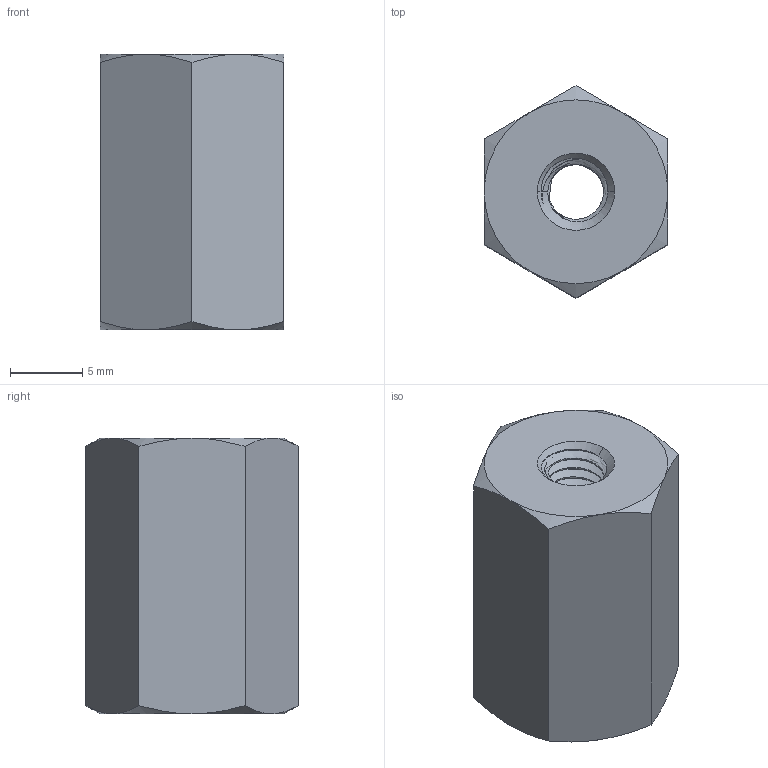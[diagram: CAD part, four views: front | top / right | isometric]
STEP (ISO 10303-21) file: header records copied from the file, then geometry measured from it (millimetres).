
FILE_DESCRIPTION (( 'STEP AP203' ), '1' );
FILE_NAME ('90977A021_Medium-Strength Steel Coupling Nut.STEP', '2021-09-08T20:40:39', ( 'Administrator' ), ( 'Managed by Terraform' ), 'SwSTEP 2.0', 'SolidWorks 2017', '' );
FILE_SCHEMA (( 'CONFIG_CONTROL_DESIGN' ));
Length unit declared in the file: inch
Products named in the file (1): 90977A021_Medium-Strength Steel Coupling Nut
Bounding box: 12.7 x 14.66 x 19.05 mm (x, y, z)
Volume: 2372.3 mm3; surface area: 1509.6 mm2
Topology: 1 solids, 1 shells, 120 faces, 341 edges, 223 vertices
Faces by surface type: cylinder 93, cone 17, plane 8, bspline 2
Entity records: 6265 total; most frequent: CARTESIAN_POINT 3674, ORIENTED_EDGE 682, DIRECTION 382, EDGE_CURVE 341, VERTEX_POINT 223, AXIS2_PLACEMENT_3D 140, EDGE_LOOP 122, ADVANCED_FACE 120
